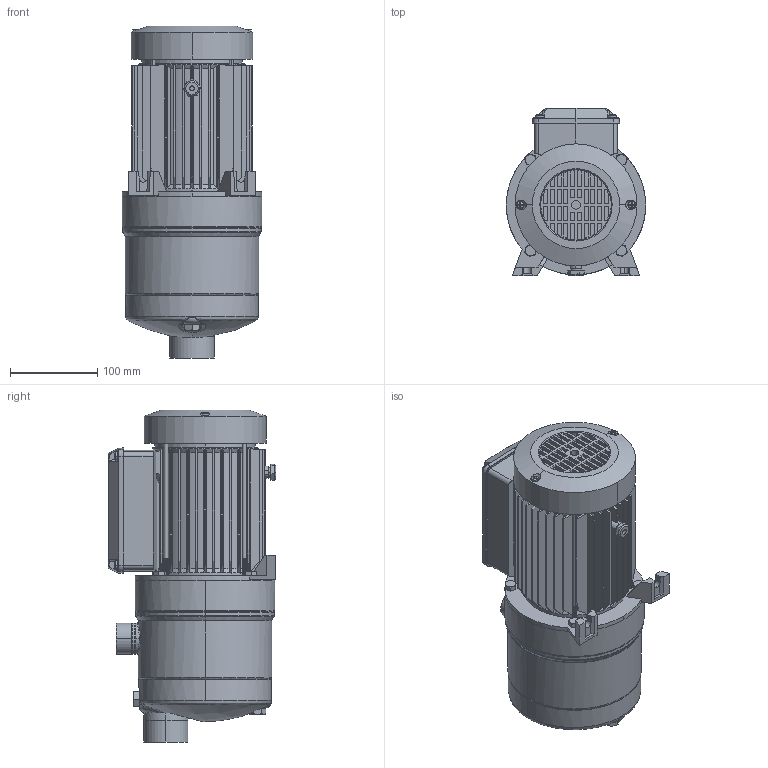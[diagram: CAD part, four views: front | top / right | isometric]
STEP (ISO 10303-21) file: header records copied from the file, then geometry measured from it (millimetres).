
FILE_DESCRIPTION (( 'STEP AP214' ), '1' );
FILE_NAME ('4.93.489.07swp01.step', '2022-01-10T10:31:21', ( '' ), ( '' ), 'SwSTEP 2.0', 'SolidWorks 2020', '' );
FILE_SCHEMA (( 'AUTOMOTIVE_DESIGN' ));
Length unit declared in the file: millimetre
Products named in the file (1): 4.93.489.07swp01
Bounding box: 160 x 192 x 381 mm (x, y, z)
Volume: 5897527.4 mm3; surface area: 410298.9 mm2
Topology: 1 solids, 1 shells, 1509 faces, 4035 edges, 2582 vertices
Faces by surface type: plane 580, bspline 384, cylinder 363, cone 164, sphere 14, torus 4
Entity records: 88808 total; most frequent: CARTESIAN_POINT 53279, ORIENTED_EDGE 8062, DIRECTION 5291, EDGE_CURVE 4031, VERTEX_POINT 2582, AXIS2_PLACEMENT_3D 1764, LINE 1763, VECTOR 1763
